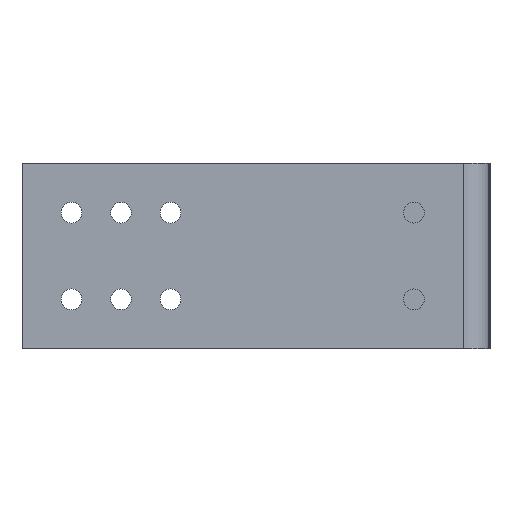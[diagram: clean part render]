
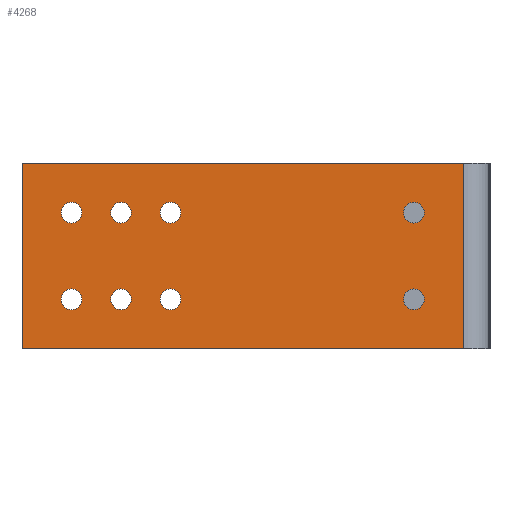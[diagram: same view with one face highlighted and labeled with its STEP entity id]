
A CAD part, front view. The second image highlights one B-rep face of the part: STEP entity #4268.
In plain terms, the highlighted planar face has unit normal (0, -1, 0).
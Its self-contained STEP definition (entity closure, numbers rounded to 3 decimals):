
#601=CIRCLE('',#41243,2.5);
#602=CIRCLE('',#41244,2.5);
#603=CIRCLE('',#41245,2.5);
#604=CIRCLE('',#41246,2.5);
#605=CIRCLE('',#41247,2.5);
#606=CIRCLE('',#41248,2.5);
#607=CIRCLE('',#41249,2.5);
#608=CIRCLE('',#41250,2.5);
#2459=FACE_BOUND('',#9970,.T.);
#2460=FACE_BOUND('',#9971,.T.);
#2461=FACE_BOUND('',#9972,.T.);
#2462=FACE_BOUND('',#9973,.T.);
#2463=FACE_BOUND('',#9974,.T.);
#2464=FACE_BOUND('',#9975,.T.);
#2465=FACE_BOUND('',#9976,.T.);
#2466=FACE_BOUND('',#9977,.T.);
#2467=FACE_BOUND('',#9978,.T.);
#4268=ADVANCED_FACE('',(#2459,#2460,#2461,#2462,#2463,#2464,#2465,#2466,
#2467),#5714,.T.);
#5714=PLANE('',#41251);
#9970=EDGE_LOOP('',(#20269));
#9971=EDGE_LOOP('',(#20270));
#9972=EDGE_LOOP('',(#20271));
#9973=EDGE_LOOP('',(#20272));
#9974=EDGE_LOOP('',(#20273));
#9975=EDGE_LOOP('',(#20274));
#9976=EDGE_LOOP('',(#20275));
#9977=EDGE_LOOP('',(#20276));
#9978=EDGE_LOOP('',(#20277,#20278,#20279,#20280));
#20269=ORIENTED_EDGE('',*,*,#29722,.T.);
#20270=ORIENTED_EDGE('',*,*,#29723,.T.);
#20271=ORIENTED_EDGE('',*,*,#29724,.T.);
#20272=ORIENTED_EDGE('',*,*,#29725,.T.);
#20273=ORIENTED_EDGE('',*,*,#29726,.T.);
#20274=ORIENTED_EDGE('',*,*,#29727,.T.);
#20275=ORIENTED_EDGE('',*,*,#29728,.T.);
#20276=ORIENTED_EDGE('',*,*,#29729,.T.);
#20277=ORIENTED_EDGE('',*,*,#29693,.T.);
#20278=ORIENTED_EDGE('',*,*,#29730,.T.);
#20279=ORIENTED_EDGE('',*,*,#29685,.T.);
#20280=ORIENTED_EDGE('',*,*,#29731,.T.);
#24401=VERTEX_POINT('',#64665);
#24402=VERTEX_POINT('',#64667);
#24407=VERTEX_POINT('',#64680);
#24408=VERTEX_POINT('',#64682);
#24431=VERTEX_POINT('',#64740);
#24432=VERTEX_POINT('',#64742);
#24433=VERTEX_POINT('',#64744);
#24434=VERTEX_POINT('',#64746);
#24435=VERTEX_POINT('',#64748);
#24436=VERTEX_POINT('',#64750);
#24437=VERTEX_POINT('',#64752);
#24438=VERTEX_POINT('',#64754);
#29685=EDGE_CURVE('',#24402,#24401,#34493,.T.);
#29693=EDGE_CURVE('',#24408,#24407,#34497,.T.);
#29722=EDGE_CURVE('',#24431,#24431,#601,.T.);
#29723=EDGE_CURVE('',#24432,#24432,#602,.T.);
#29724=EDGE_CURVE('',#24433,#24433,#603,.T.);
#29725=EDGE_CURVE('',#24434,#24434,#604,.T.);
#29726=EDGE_CURVE('',#24435,#24435,#605,.T.);
#29727=EDGE_CURVE('',#24436,#24436,#606,.T.);
#29728=EDGE_CURVE('',#24437,#24437,#607,.T.);
#29729=EDGE_CURVE('',#24438,#24438,#608,.T.);
#29730=EDGE_CURVE('',#24407,#24402,#34507,.T.);
#29731=EDGE_CURVE('',#24401,#24408,#34508,.T.);
#34493=LINE('',#64666,#39521);
#34497=LINE('',#64681,#39525);
#34507=LINE('',#64755,#39535);
#34508=LINE('',#64756,#39536);
#39521=VECTOR('',#48845,1.);
#39525=VECTOR('',#48859,1.);
#39535=VECTOR('',#48935,1.);
#39536=VECTOR('',#48936,1.);
#41243=AXIS2_PLACEMENT_3D('',#64739,#48919,#48920);
#41244=AXIS2_PLACEMENT_3D('',#64741,#48921,#48922);
#41245=AXIS2_PLACEMENT_3D('',#64743,#48923,#48924);
#41246=AXIS2_PLACEMENT_3D('',#64745,#48925,#48926);
#41247=AXIS2_PLACEMENT_3D('',#64747,#48927,#48928);
#41248=AXIS2_PLACEMENT_3D('',#64749,#48929,#48930);
#41249=AXIS2_PLACEMENT_3D('',#64751,#48931,#48932);
#41250=AXIS2_PLACEMENT_3D('',#64753,#48933,#48934);
#41251=AXIS2_PLACEMENT_3D('',#64757,#48937,#48938);
#48845=DIRECTION('',(-1.,0.,0.));
#48859=DIRECTION('',(1.,0.,0.));
#48919=DIRECTION('',(0.,1.,0.));
#48920=DIRECTION('',(-1.,0.,0.));
#48921=DIRECTION('',(0.,1.,0.));
#48922=DIRECTION('',(-1.,0.,0.));
#48923=DIRECTION('',(0.,1.,0.));
#48924=DIRECTION('',(-1.,0.,0.));
#48925=DIRECTION('',(0.,1.,0.));
#48926=DIRECTION('',(-1.,0.,0.));
#48927=DIRECTION('',(0.,1.,0.));
#48928=DIRECTION('',(-1.,0.,0.));
#48929=DIRECTION('',(0.,1.,0.));
#48930=DIRECTION('',(-1.,0.,0.));
#48931=DIRECTION('',(0.,1.,0.));
#48932=DIRECTION('',(-1.,0.,0.));
#48933=DIRECTION('',(0.,1.,0.));
#48934=DIRECTION('',(-1.,0.,0.));
#48935=DIRECTION('',(0.,0.,1.));
#48936=DIRECTION('',(0.,0.,-1.));
#48937=DIRECTION('',(0.,-1.,0.));
#48938=DIRECTION('',(1.,0.,0.));
#64665=CARTESIAN_POINT('',(-113.,0.,45.));
#64666=CARTESIAN_POINT('',(-2.866,0.,45.));
#64667=CARTESIAN_POINT('',(-6.,0.,45.));
#64680=CARTESIAN_POINT('',(-6.,0.,0.));
#64681=CARTESIAN_POINT('',(-113.,0.,0.));
#64682=CARTESIAN_POINT('',(-113.,0.,0.));
#64739=CARTESIAN_POINT('',(-18.,0.,33.));
#64740=CARTESIAN_POINT('',(-20.5,0.,33.));
#64741=CARTESIAN_POINT('',(-18.,0.,12.));
#64742=CARTESIAN_POINT('',(-20.5,0.,12.));
#64743=CARTESIAN_POINT('',(-77.,0.,33.));
#64744=CARTESIAN_POINT('',(-79.5,0.,33.));
#64745=CARTESIAN_POINT('',(-77.,0.,12.));
#64746=CARTESIAN_POINT('',(-79.5,0.,12.));
#64747=CARTESIAN_POINT('',(-89.,0.,33.));
#64748=CARTESIAN_POINT('',(-91.5,0.,33.));
#64749=CARTESIAN_POINT('',(-89.,0.,12.));
#64750=CARTESIAN_POINT('',(-91.5,0.,12.));
#64751=CARTESIAN_POINT('',(-101.,0.,33.));
#64752=CARTESIAN_POINT('',(-103.5,0.,33.));
#64753=CARTESIAN_POINT('',(-101.,0.,12.));
#64754=CARTESIAN_POINT('',(-103.5,0.,12.));
#64755=CARTESIAN_POINT('',(-6.,0.,0.));
#64756=CARTESIAN_POINT('',(-113.,0.,45.));
#64757=CARTESIAN_POINT('',(0.,0.,0.));
